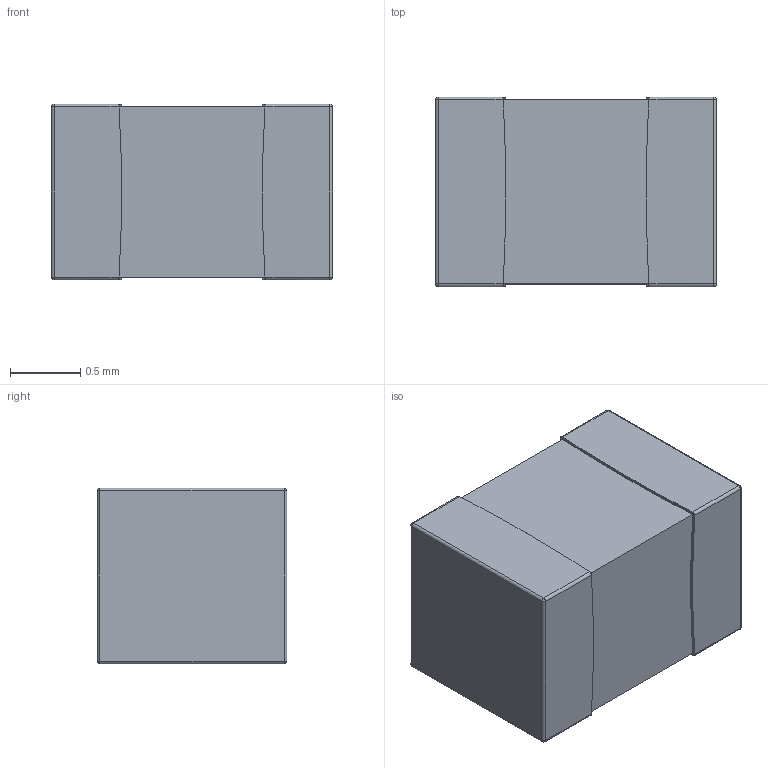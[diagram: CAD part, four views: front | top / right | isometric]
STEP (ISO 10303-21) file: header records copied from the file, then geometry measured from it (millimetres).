
FILE_DESCRIPTION (( 'STEP AP214' ), '1' );
FILE_NAME ('CL21B104KCFNNNE.STEP', '2023-06-20T02:09:15', ( '' ), ( '' ), 'SwSTEP 2.0', 'SolidWorks 2021', '' );
FILE_SCHEMA (( 'AUTOMOTIVE_DESIGN' ));
Length unit declared in the file: millimetre
Products named in the file (1): CL21B104KCFNNNE
Bounding box: 2 x 1.35 x 1.25 mm (x, y, z)
Volume: 3.3 mm3; surface area: 20 mm2
Topology: 3 solids, 3 shells, 62 faces, 140 edges, 76 vertices
Faces by surface type: cylinder 40, plane 14, sphere 8
Entity records: 1816 total; most frequent: CARTESIAN_POINT 463, DIRECTION 274, ORIENTED_EDGE 264, EDGE_CURVE 132, AXIS2_PLACEMENT_3D 111, VERTEX_POINT 76, FACE_OUTER_BOUND 62, EDGE_LOOP 62
